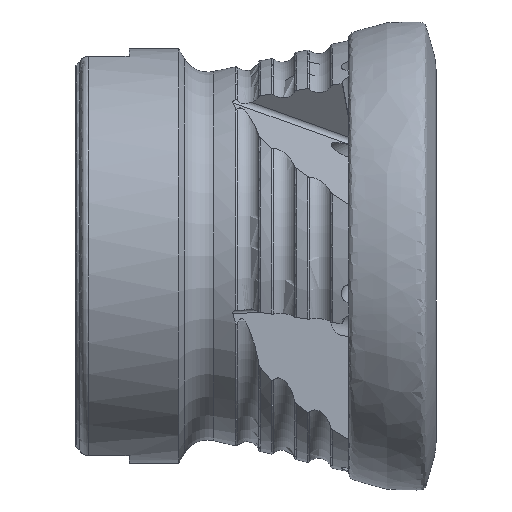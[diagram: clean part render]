
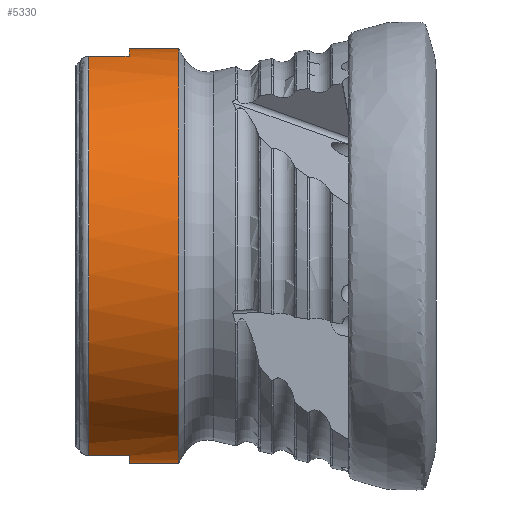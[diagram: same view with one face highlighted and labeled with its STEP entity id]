
A CAD part, front view. The second image highlights one B-rep face of the part: STEP entity #5330.
In plain terms, the highlighted cylindrical face has radius 23 mm (diameter 46 mm), a full revolution.
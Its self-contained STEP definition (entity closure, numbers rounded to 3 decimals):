
#13 = VECTOR ( 'NONE', #9825, 1000. ) ;
#343 = CARTESIAN_POINT ( 'NONE',  ( -33.07, 6.156, 22.161 ) ) ;
#394 = CIRCLE ( 'NONE', #4846, 23. ) ;
#399 = DIRECTION ( 'NONE',  ( 0., 0., -1. ) ) ;
#453 = ORIENTED_EDGE ( 'NONE', *, *, #6835, .T. ) ;
#530 = AXIS2_PLACEMENT_3D ( 'NONE', #8884, #2559, #3410 ) ;
#631 = CIRCLE ( 'NONE', #9429, 23. ) ;
#872 = CIRCLE ( 'NONE', #6099, 23. ) ;
#1097 = ORIENTED_EDGE ( 'NONE', *, *, #3184, .T. ) ;
#1286 = ORIENTED_EDGE ( 'NONE', *, *, #4443, .T. ) ;
#1439 = VERTEX_POINT ( 'NONE', #343 ) ;
#1488 = CARTESIAN_POINT ( 'NONE',  ( -33.07, 0., 0. ) ) ;
#1508 = CARTESIAN_POINT ( 'NONE',  ( -37.55, 6.156, 22.161 ) ) ;
#1923 = CARTESIAN_POINT ( 'NONE',  ( -27.55, 0., -23. ) ) ;
#1982 = CARTESIAN_POINT ( 'NONE',  ( 0., 6.156, 22.161 ) ) ;
#2073 = CARTESIAN_POINT ( 'NONE',  ( -33.07, 0., 0. ) ) ;
#2117 = VERTEX_POINT ( 'NONE', #1923 ) ;
#2280 = DIRECTION ( 'NONE',  ( 0., 0., -1. ) ) ;
#2362 = FACE_OUTER_BOUND ( 'NONE', #5918, .T. ) ;
#2404 = CARTESIAN_POINT ( 'NONE',  ( -37.55, -6.156, -22.161 ) ) ;
#2559 = DIRECTION ( 'NONE',  ( 1., 0., 0. ) ) ;
#2604 = FACE_OUTER_BOUND ( 'NONE', #7244, .T. ) ;
#2618 = LINE ( 'NONE', #7675, #6523 ) ;
#2878 = DIRECTION ( 'NONE',  ( 0., 0., -1. ) ) ;
#2958 = DIRECTION ( 'NONE',  ( 1., 0., 0. ) ) ;
#3173 = CARTESIAN_POINT ( 'NONE',  ( -27.55, 0., 0. ) ) ;
#3184 = EDGE_CURVE ( 'NONE', #10035, #5036, #6269, .T. ) ;
#3303 = LINE ( 'NONE', #8252, #9316 ) ;
#3378 = CARTESIAN_POINT ( 'NONE',  ( -33.07, 6.156, -22.161 ) ) ;
#3410 = DIRECTION ( 'NONE',  ( 0., 0., -1. ) ) ;
#3698 = LINE ( 'NONE', #1982, #9213 ) ;
#3709 = CARTESIAN_POINT ( 'NONE',  ( -33.07, -6.156, -22.161 ) ) ;
#3958 = DIRECTION ( 'NONE',  ( 0., 0., -1. ) ) ;
#4190 = CYLINDRICAL_SURFACE ( 'NONE', #530, 23. ) ;
#4309 = CIRCLE ( 'NONE', #6128, 23. ) ;
#4341 = CARTESIAN_POINT ( 'NONE',  ( 0., -6.156, -22.161 ) ) ;
#4415 = ORIENTED_EDGE ( 'NONE', *, *, #7532, .F. ) ;
#4433 = CIRCLE ( 'NONE', #9193, 23. ) ;
#4443 = EDGE_CURVE ( 'NONE', #9673, #7892, #2618, .T. ) ;
#4538 = DIRECTION ( 'NONE',  ( -1., 0., 0. ) ) ;
#4767 = EDGE_CURVE ( 'NONE', #6452, #10035, #872, .T. ) ;
#4846 = AXIS2_PLACEMENT_3D ( 'NONE', #2073, #7526, #2878 ) ;
#4867 = EDGE_CURVE ( 'Kante68', #9673, #5036, #394, .T. ) ;
#5018 = ORIENTED_EDGE ( 'NONE', *, *, #9748, .T. ) ;
#5036 = VERTEX_POINT ( 'NONE', #3709 ) ;
#5114 = DIRECTION ( 'NONE',  ( 1., 0., 0. ) ) ;
#5330 = ADVANCED_FACE ( 'Fl�che8', ( #2362, #2604 ), #4190, .T. ) ;
#5918 = EDGE_LOOP ( 'NONE', ( #5018, #453, #7930, #8796, #6875, #1097, #8261, #1286 ) ) ;
#6099 = AXIS2_PLACEMENT_3D ( 'NONE', #7612, #2958, #8409 ) ;
#6128 = AXIS2_PLACEMENT_3D ( 'NONE', #1488, #6945, #2280 ) ;
#6269 = LINE ( 'NONE', #4341, #13 ) ;
#6452 = VERTEX_POINT ( 'NONE', #7807 ) ;
#6523 = VECTOR ( 'NONE', #4538, 1000. ) ;
#6544 = VERTEX_POINT ( 'NONE', #7196 ) ;
#6736 = DIRECTION ( 'NONE',  ( 1., 0., 0. ) ) ;
#6835 = EDGE_CURVE ( 'NONE', #9403, #1439, #3698, .T. ) ;
#6875 = ORIENTED_EDGE ( 'NONE', *, *, #4767, .T. ) ;
#6945 = DIRECTION ( 'NONE',  ( -1., 0., 0. ) ) ;
#7052 = EDGE_CURVE ( 'Kante61', #6544, #1439, #4309, .T. ) ;
#7196 = CARTESIAN_POINT ( 'NONE',  ( -33.07, -6.156, 22.161 ) ) ;
#7244 = EDGE_LOOP ( 'NONE', ( #4415 ) ) ;
#7253 = EDGE_CURVE ( 'NONE', #6544, #6452, #3303, .T. ) ;
#7526 = DIRECTION ( 'NONE',  ( -1., 0., 0. ) ) ;
#7532 = EDGE_CURVE ( 'NONE', #2117, #2117, #4433, .T. ) ;
#7612 = CARTESIAN_POINT ( 'NONE',  ( -37.55, 0., 0. ) ) ;
#7675 = CARTESIAN_POINT ( 'NONE',  ( 0., 6.156, -22.161 ) ) ;
#7807 = CARTESIAN_POINT ( 'NONE',  ( -37.55, -6.156, 22.161 ) ) ;
#7892 = VERTEX_POINT ( 'NONE', #9526 ) ;
#7930 = ORIENTED_EDGE ( 'NONE', *, *, #7052, .F. ) ;
#8252 = CARTESIAN_POINT ( 'NONE',  ( 0., -6.156, 22.161 ) ) ;
#8261 = ORIENTED_EDGE ( 'NONE', *, *, #4867, .F. ) ;
#8409 = DIRECTION ( 'NONE',  ( 0., 0., -1. ) ) ;
#8622 = DIRECTION ( 'NONE',  ( 1., 0., 0. ) ) ;
#8796 = ORIENTED_EDGE ( 'NONE', *, *, #7253, .T. ) ;
#8884 = CARTESIAN_POINT ( 'NONE',  ( 0., 0., 0. ) ) ;
#9193 = AXIS2_PLACEMENT_3D ( 'NONE', #3173, #8622, #3958 ) ;
#9213 = VECTOR ( 'NONE', #6736, 1000. ) ;
#9316 = VECTOR ( 'NONE', #9813, 1000. ) ;
#9403 = VERTEX_POINT ( 'NONE', #1508 ) ;
#9429 = AXIS2_PLACEMENT_3D ( 'NONE', #9810, #5114, #399 ) ;
#9526 = CARTESIAN_POINT ( 'NONE',  ( -37.55, 6.156, -22.161 ) ) ;
#9673 = VERTEX_POINT ( 'NONE', #3378 ) ;
#9748 = EDGE_CURVE ( 'NONE', #7892, #9403, #631, .T. ) ;
#9810 = CARTESIAN_POINT ( 'NONE',  ( -37.55, 0., 0. ) ) ;
#9813 = DIRECTION ( 'NONE',  ( -1., 0., 0. ) ) ;
#9825 = DIRECTION ( 'NONE',  ( 1., 0., 0. ) ) ;
#10035 = VERTEX_POINT ( 'NONE', #2404 ) ;
